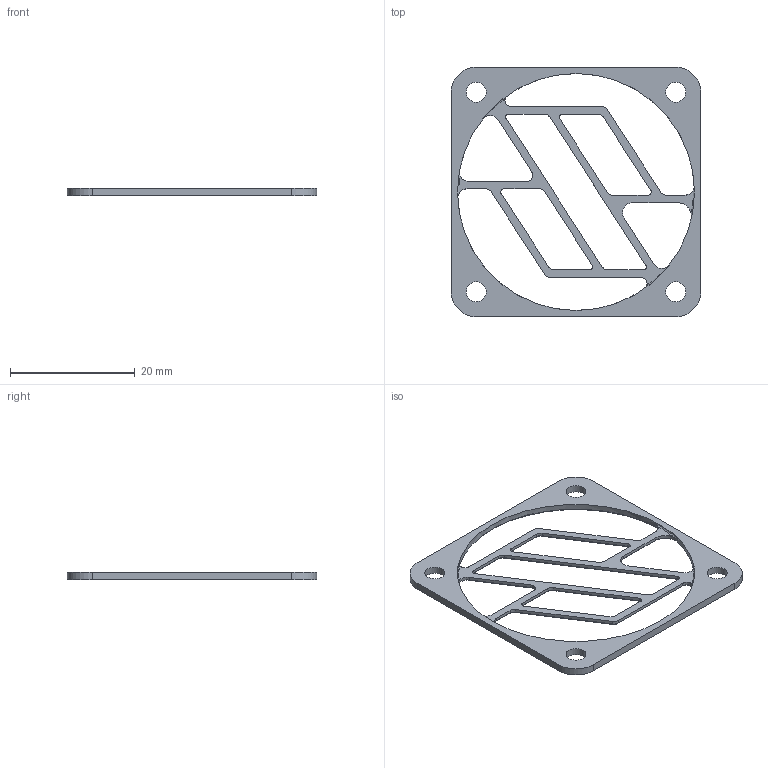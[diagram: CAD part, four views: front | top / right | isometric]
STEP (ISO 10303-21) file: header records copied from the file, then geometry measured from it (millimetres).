
FILE_DESCRIPTION(/* description */ (''),/* implementation_level */ '2;1');
FILE_NAME(/* name */ 'Fan4.step',/* time_stamp */ '2018-11-12T20:13:51+01:00',/* author */ (''),/* organization */ (''),/* preprocessor_version */ 'ST-DEVELOPER v17.2',/* originating_system */ 'Autodesk Translation Framework v7.6.0.251',/* authorisation */ '');
FILE_SCHEMA (('AUTOMOTIVE_DESIGN { 1 0 10303 214 3 1 1 }'));
Length unit declared in the file: millimetre
Products named in the file (1): Default
Bounding box: 40 x 40 x 1.2 mm (x, y, z)
Volume: 644.4 mm3; surface area: 1758.6 mm2
Topology: 1 solids, 1 shells, 120 faces, 312 edges, 191 vertices
Faces by surface type: plane 51, cylinder 35, cone 30, torus 4
Full cylindrical faces by diameter (mm): 3.2 x4, 38 x1
Entity records: 3771 total; most frequent: CARTESIAN_POINT 686, DIRECTION 659, ORIENTED_EDGE 624, EDGE_CURVE 312, AXIS2_PLACEMENT_3D 234, LINE 191, VECTOR 191, VERTEX_POINT 191
